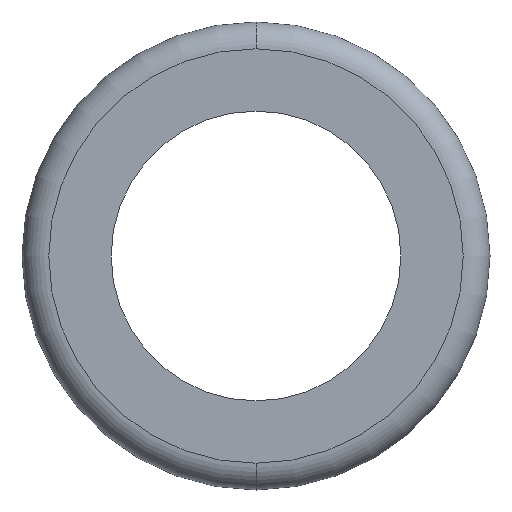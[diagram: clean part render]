
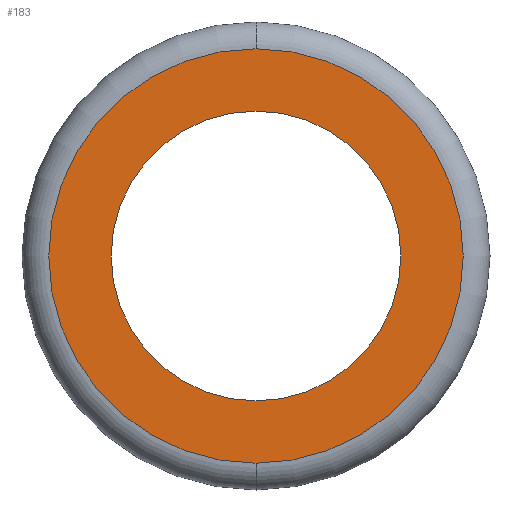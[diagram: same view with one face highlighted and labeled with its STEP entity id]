
A CAD part, front view. The second image highlights one B-rep face of the part: STEP entity #183.
In plain terms, the highlighted planar face has unit normal (0, -1, 0).
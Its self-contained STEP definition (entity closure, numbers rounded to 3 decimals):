
#22 = ORIENTED_EDGE ( 'NONE', *, *, #294, .T. ) ;
#23 = EDGE_LOOP ( 'NONE', ( #24, #26 ) ) ;
#24 = ORIENTED_EDGE ( 'NONE', *, *, #25, .F. ) ;
#25 = EDGE_CURVE ( 'NONE', #32, #31, #103, .T. ) ;
#26 = ORIENTED_EDGE ( 'NONE', *, *, #34, .F. ) ;
#31 = VERTEX_POINT ( 'NONE', #256 ) ;
#32 = VERTEX_POINT ( 'NONE', #255 ) ;
#34 = EDGE_CURVE ( 'NONE', #31, #32, #254, .T. ) ;
#90 = DIRECTION ( 'NONE',  ( 0., 0., 1. ) ) ;
#91 = DIRECTION ( 'NONE',  ( 0., -1., 0. ) ) ;
#99 = DIRECTION ( 'NONE',  ( 0., 0., -1. ) ) ;
#100 = DIRECTION ( 'NONE',  ( 0., -1., 0. ) ) ;
#101 = CARTESIAN_POINT ( 'NONE',  ( 0., 0., 0. ) ) ;
#102 = AXIS2_PLACEMENT_3D ( 'NONE', #101, #100, #99 ) ;
#103 = CIRCLE ( 'NONE', #102, 6.5 ) ;
#126 = CARTESIAN_POINT ( 'NONE',  ( 0., 0., 0. ) ) ;
#127 = AXIS2_PLACEMENT_3D ( 'NONE', #126, #91, #90 ) ;
#128 = CIRCLE ( 'NONE', #127, 9.3 ) ;
#129 = DIRECTION ( 'NONE',  ( 0., 0., 1. ) ) ;
#130 = DIRECTION ( 'NONE',  ( 0., 1., 0. ) ) ;
#131 = CARTESIAN_POINT ( 'NONE',  ( -6.5, 0., 0. ) ) ;
#132 = AXIS2_PLACEMENT_3D ( 'NONE', #131, #130, #129 ) ;
#133 = PLANE ( 'NONE',  #132 ) ;
#134 = FACE_BOUND ( 'NONE', #23, .T. ) ;
#135 = FACE_OUTER_BOUND ( 'NONE', #184, .T. ) ;
#183 = ADVANCED_FACE ( 'NONE', ( #135, #134 ), #133, .F. ) ;
#184 = EDGE_LOOP ( 'NONE', ( #185, #22 ) ) ;
#185 = ORIENTED_EDGE ( 'NONE', *, *, #186, .T. ) ;
#186 = EDGE_CURVE ( 'NONE', #295, #280, #128, .T. ) ;
#250 = DIRECTION ( 'NONE',  ( 0., 0., -1. ) ) ;
#251 = DIRECTION ( 'NONE',  ( 0., -1., 0. ) ) ;
#252 = CARTESIAN_POINT ( 'NONE',  ( 0., 0., 0. ) ) ;
#253 = AXIS2_PLACEMENT_3D ( 'NONE', #252, #251, #250 ) ;
#254 = CIRCLE ( 'NONE', #253, 6.5 ) ;
#255 = CARTESIAN_POINT ( 'NONE',  ( 0., 0., -6.5 ) ) ;
#256 = CARTESIAN_POINT ( 'NONE',  ( 0., 0., 6.5 ) ) ;
#280 = VERTEX_POINT ( 'NONE', #374 ) ;
#294 = EDGE_CURVE ( 'NONE', #280, #295, #336, .T. ) ;
#295 = VERTEX_POINT ( 'NONE', #331 ) ;
#331 = CARTESIAN_POINT ( 'NONE',  ( 0., 0., 9.3 ) ) ;
#332 = DIRECTION ( 'NONE',  ( 0., 0., 1. ) ) ;
#333 = DIRECTION ( 'NONE',  ( 0., -1., 0. ) ) ;
#334 = CARTESIAN_POINT ( 'NONE',  ( 0., 0., 0. ) ) ;
#335 = AXIS2_PLACEMENT_3D ( 'NONE', #334, #333, #332 ) ;
#336 = CIRCLE ( 'NONE', #335, 9.3 ) ;
#374 = CARTESIAN_POINT ( 'NONE',  ( 0., 0., -9.3 ) ) ;
